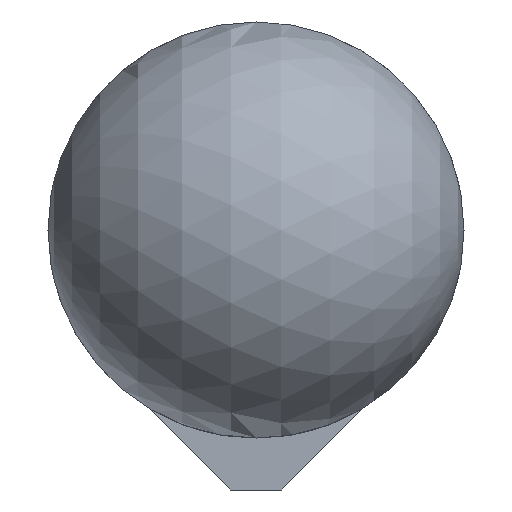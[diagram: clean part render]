
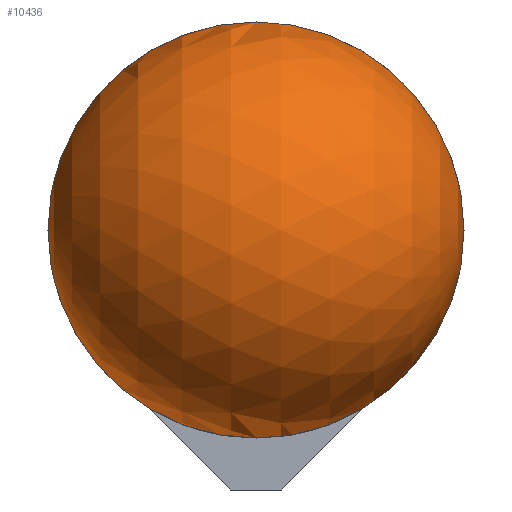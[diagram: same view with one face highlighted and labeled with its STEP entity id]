
A CAD part, front view. The second image highlights one B-rep face of the part: STEP entity #10436.
In plain terms, the highlighted spherical face has radius 8 mm.
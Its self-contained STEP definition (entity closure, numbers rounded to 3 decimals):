
#296 = DIRECTION ( 'NONE',  ( 0., 0., 1. ) ) ;
#2307 = VERTEX_POINT ( 'NONE', #6170 ) ;
#2431 = ORIENTED_EDGE ( 'NONE', *, *, #10627, .F. ) ;
#2657 = DIRECTION ( 'NONE',  ( 0., 1., 0. ) ) ;
#2726 = EDGE_LOOP ( 'NONE', ( #2431 ) ) ;
#4273 = FACE_OUTER_BOUND ( 'NONE', #2726, .T. ) ;
#5490 = AXIS2_PLACEMENT_3D ( 'NONE', #12213, #2657, #8952 ) ;
#6170 = CARTESIAN_POINT ( 'NONE',  ( 0., 8., -8. ) ) ;
#8861 = DIRECTION ( 'NONE',  ( 1., 0., 0. ) ) ;
#8952 = DIRECTION ( 'NONE',  ( 0., 0., -1. ) ) ;
#9305 = SPHERICAL_SURFACE ( 'NONE', #11498, 8. ) ;
#10436 = ADVANCED_FACE ( 'NONE', ( #4273 ), #9305, .T. ) ;
#10627 = EDGE_CURVE ( 'NONE', #2307, #2307, #13687, .T. ) ;
#11498 = AXIS2_PLACEMENT_3D ( 'NONE', #12118, #8861, #296 ) ;
#12118 = CARTESIAN_POINT ( 'NONE',  ( 0., 8., 0. ) ) ;
#12213 = CARTESIAN_POINT ( 'NONE',  ( 0., 8., 0. ) ) ;
#13687 = CIRCLE ( 'NONE', #5490, 8. ) ;
